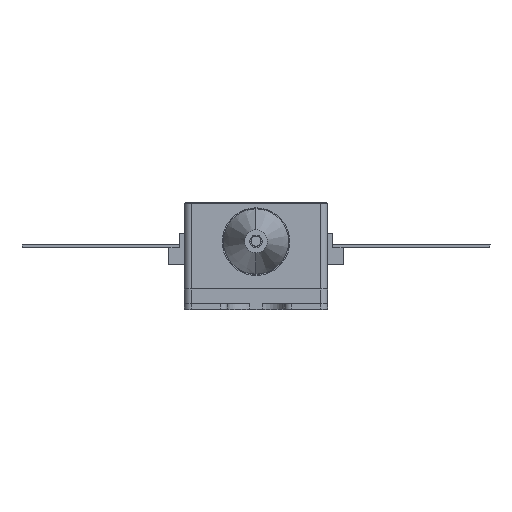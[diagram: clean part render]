
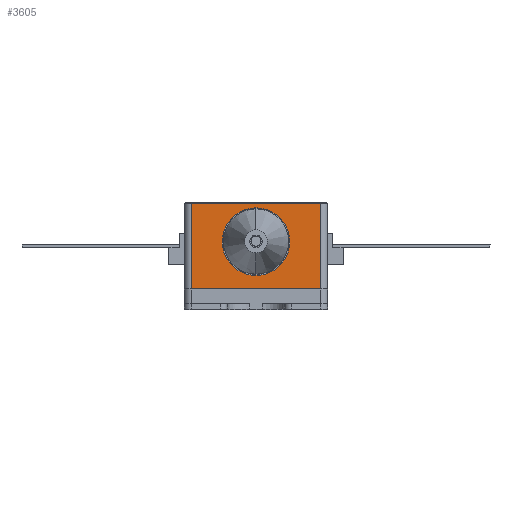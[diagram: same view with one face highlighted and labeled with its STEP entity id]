
A CAD part, top view. The second image highlights one B-rep face of the part: STEP entity #3605.
In plain terms, the highlighted planar face has unit normal (0, 0, 1).
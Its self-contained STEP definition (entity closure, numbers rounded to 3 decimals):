
#2567 = VERTEX_POINT ( 'NONE', #11022 ) ;
#2568 = VERTEX_POINT ( 'NONE', #11023 ) ;
#2569 = VERTEX_POINT ( 'NONE', #11024 ) ;
#2570 = VERTEX_POINT ( 'NONE', #11025 ) ;
#2571 = VERTEX_POINT ( 'NONE', #11026 ) ;
#2572 = VERTEX_POINT ( 'NONE', #11027 ) ;
#3074 = EDGE_CURVE ( 'NONE', #2568, #2567, #13344, .T. ) ;
#3075 = EDGE_CURVE ( 'NONE', #2567, #2568, #13347, .T. ) ;
#3076 = EDGE_CURVE ( 'NONE', #2570, #2571, #4732, .T. ) ;
#3077 = EDGE_CURVE ( 'NONE', #2569, #2570, #4733, .T. ) ;
#3078 = EDGE_CURVE ( 'NONE', #2571, #2572, #4734, .T. ) ;
#3079 = EDGE_CURVE ( 'NONE', #2572, #2569, #4735, .T. ) ;
#3605 = ADVANCED_FACE ( 'NONE', ( #15572, #15573 ), #17963, .T. ) ;
#4732 = LINE ( 'NONE', #12465, #13349 ) ;
#4733 = LINE ( 'NONE', #12467, #13350 ) ;
#4734 = LINE ( 'NONE', #12469, #13351 ) ;
#4735 = LINE ( 'NONE', #12471, #13352 ) ;
#5263 = ORIENTED_EDGE ( 'NONE', *, *, #3075, .F. ) ;
#5264 = ORIENTED_EDGE ( 'NONE', *, *, #3074, .F. ) ;
#5265 = ORIENTED_EDGE ( 'NONE', *, *, #3077, .T. ) ;
#5266 = ORIENTED_EDGE ( 'NONE', *, *, #3078, .T. ) ;
#5267 = ORIENTED_EDGE ( 'NONE', *, *, #3076, .T. ) ;
#5268 = ORIENTED_EDGE ( 'NONE', *, *, #3079, .T. ) ;
#8004 = EDGE_LOOP ( 'NONE', ( #5265, #5267, #5266, #5268 ) ) ;
#8007 = EDGE_LOOP ( 'NONE', ( #5263, #5264 ) ) ;
#11022 = CARTESIAN_POINT ( 'NONE',  ( 1.587, 4.2, 25.4 ) ) ;
#11023 = CARTESIAN_POINT ( 'NONE',  ( -1.587, 4.2, 25.4 ) ) ;
#11024 = CARTESIAN_POINT ( 'NONE',  ( 5.75, 7.6, 25.4 ) ) ;
#11025 = CARTESIAN_POINT ( 'NONE',  ( -5.75, 7.6, 25.4 ) ) ;
#11026 = CARTESIAN_POINT ( 'NONE',  ( -5.75, 0., 25.4 ) ) ;
#11027 = CARTESIAN_POINT ( 'NONE',  ( 5.75, 0., 25.4 ) ) ;
#12459 = CARTESIAN_POINT ( 'NONE',  ( 0., 4.2, 25.4 ) ) ;
#12460 = DIRECTION ( 'NONE',  ( 0., 0., 1. ) ) ;
#12461 = DIRECTION ( 'NONE',  ( 1., 0., 0. ) ) ;
#12462 = CARTESIAN_POINT ( 'NONE',  ( 0., 4.2, 25.4 ) ) ;
#12463 = DIRECTION ( 'NONE',  ( 0., 0., 1. ) ) ;
#12464 = DIRECTION ( 'NONE',  ( 1., 0., 0. ) ) ;
#12465 = CARTESIAN_POINT ( 'NONE',  ( -5.75, 0., 25.4 ) ) ;
#12466 = DIRECTION ( 'NONE',  ( 0., -1., 0. ) ) ;
#12467 = CARTESIAN_POINT ( 'NONE',  ( -6.35, 7.6, 25.4 ) ) ;
#12468 = DIRECTION ( 'NONE',  ( -1., 0., 0. ) ) ;
#12469 = CARTESIAN_POINT ( 'NONE',  ( -6.35, 0., 25.4 ) ) ;
#12470 = DIRECTION ( 'NONE',  ( 1., 0., 0. ) ) ;
#12471 = CARTESIAN_POINT ( 'NONE',  ( 5.75, 7.6, 25.4 ) ) ;
#12472 = DIRECTION ( 'NONE',  ( 0., 1., 0. ) ) ;
#13344 = CIRCLE ( 'NONE', #13346, 1.587 ) ;
#13346 = AXIS2_PLACEMENT_3D ( 'NONE', #12459, #12460, #12461 ) ;
#13347 = CIRCLE ( 'NONE', #13348, 1.587 ) ;
#13348 = AXIS2_PLACEMENT_3D ( 'NONE', #12462, #12463, #12464 ) ;
#13349 = VECTOR ( 'NONE', #12466, 1000. ) ;
#13350 = VECTOR ( 'NONE', #12468, 1000. ) ;
#13351 = VECTOR ( 'NONE', #12470, 1000. ) ;
#13352 = VECTOR ( 'NONE', #12472, 1000. ) ;
#15572 = FACE_BOUND ( 'NONE', #8007, .T. ) ;
#15573 = FACE_OUTER_BOUND ( 'NONE', #8004, .T. ) ;
#17051 = AXIS2_PLACEMENT_3D ( 'NONE', #17964, #17965, #17966 ) ;
#17963 = PLANE ( 'NONE',  #17051 ) ;
#17964 = CARTESIAN_POINT ( 'NONE',  ( -6.35, 0., 25.4 ) ) ;
#17965 = DIRECTION ( 'NONE',  ( 0., 0., 1. ) ) ;
#17966 = DIRECTION ( 'NONE',  ( 1., 0., 0. ) ) ;
